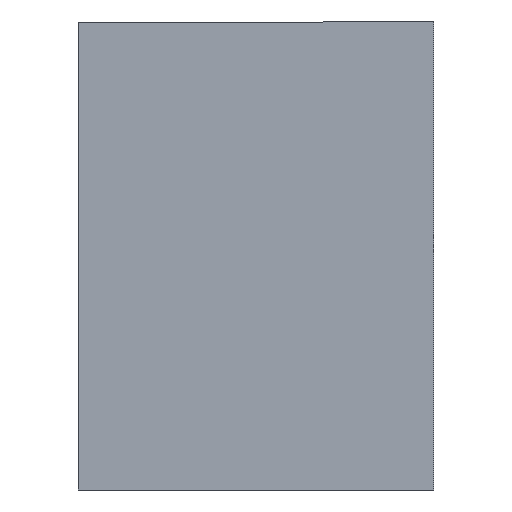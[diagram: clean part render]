
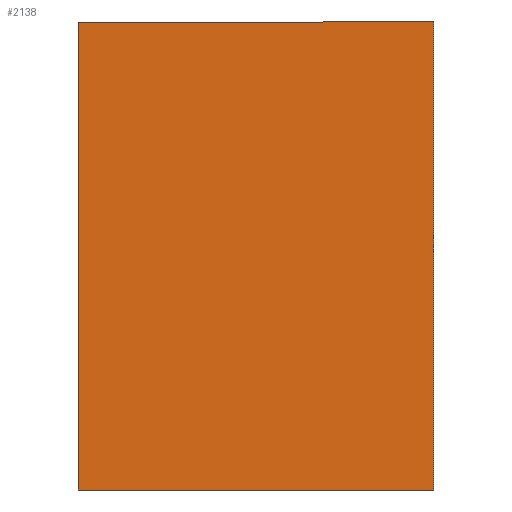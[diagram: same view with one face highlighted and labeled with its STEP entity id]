
A CAD part, left-side view. The second image highlights one B-rep face of the part: STEP entity #2138.
In plain terms, the highlighted planar face has unit normal (-1, 0, 0).
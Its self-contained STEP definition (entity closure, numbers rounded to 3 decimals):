
#166 = ORIENTED_EDGE ( 'NONE', *, *, #1233, .T. ) ;
#182 = CARTESIAN_POINT ( 'NONE',  ( -0.01, 0., 0. ) ) ;
#228 = DIRECTION ( 'NONE',  ( 0., 1., 0. ) ) ;
#245 = VERTEX_POINT ( 'NONE', #1425 ) ;
#330 = EDGE_CURVE ( 'NONE', #245, #1863, #1775, .T. ) ;
#372 = DIRECTION ( 'NONE',  ( -1., 0., 0. ) ) ;
#512 = LINE ( 'NONE', #1274, #1925 ) ;
#655 = PLANE ( 'NONE',  #1355 ) ;
#707 = DIRECTION ( 'NONE',  ( 0., 0., -1. ) ) ;
#739 = CARTESIAN_POINT ( 'NONE',  ( -0.01, 4.09, -5.39 ) ) ;
#912 = LINE ( 'NONE', #739, #1405 ) ;
#1037 = VECTOR ( 'NONE', #228, 1000. ) ;
#1058 = CARTESIAN_POINT ( 'NONE',  ( -0.01, -0.01, 0.01 ) ) ;
#1065 = ORIENTED_EDGE ( 'NONE', *, *, #1472, .T. ) ;
#1085 = VERTEX_POINT ( 'NONE', #1826 ) ;
#1114 = VECTOR ( 'NONE', #1601, 1000. ) ;
#1161 = CARTESIAN_POINT ( 'NONE',  ( -0.01, 4.09, 0.01 ) ) ;
#1170 = LINE ( 'NONE', #1161, #1037 ) ;
#1221 = ORIENTED_EDGE ( 'NONE', *, *, #2280, .T. ) ;
#1233 = EDGE_CURVE ( 'NONE', #1748, #1085, #512, .T. ) ;
#1274 = CARTESIAN_POINT ( 'NONE',  ( -0.01, 4.09, -5.39 ) ) ;
#1351 = DIRECTION ( 'NONE',  ( 0., 0., 1. ) ) ;
#1355 = AXIS2_PLACEMENT_3D ( 'NONE', #182, #372, #1351 ) ;
#1405 = VECTOR ( 'NONE', #1515, 1000. ) ;
#1425 = CARTESIAN_POINT ( 'NONE',  ( -0.01, -0.01, -5.39 ) ) ;
#1472 = EDGE_CURVE ( 'NONE', #1085, #245, #912, .T. ) ;
#1512 = CARTESIAN_POINT ( 'NONE',  ( -0.01, 4.09, 0.01 ) ) ;
#1515 = DIRECTION ( 'NONE',  ( 0., -1., 0. ) ) ;
#1601 = DIRECTION ( 'NONE',  ( 0., 0., 1. ) ) ;
#1748 = VERTEX_POINT ( 'NONE', #1512 ) ;
#1775 = LINE ( 'NONE', #2359, #1114 ) ;
#1826 = CARTESIAN_POINT ( 'NONE',  ( -0.01, 4.09, -5.39 ) ) ;
#1863 = VERTEX_POINT ( 'NONE', #1058 ) ;
#1925 = VECTOR ( 'NONE', #707, 1000. ) ;
#2061 = FACE_OUTER_BOUND ( 'NONE', #2436, .T. ) ;
#2138 = ADVANCED_FACE ( 'NONE', ( #2061 ), #655, .T. ) ;
#2280 = EDGE_CURVE ( 'NONE', #1863, #1748, #1170, .T. ) ;
#2359 = CARTESIAN_POINT ( 'NONE',  ( -0.01, -0.01, -5.39 ) ) ;
#2436 = EDGE_LOOP ( 'NONE', ( #1065, #2448, #1221, #166 ) ) ;
#2448 = ORIENTED_EDGE ( 'NONE', *, *, #330, .T. ) ;
